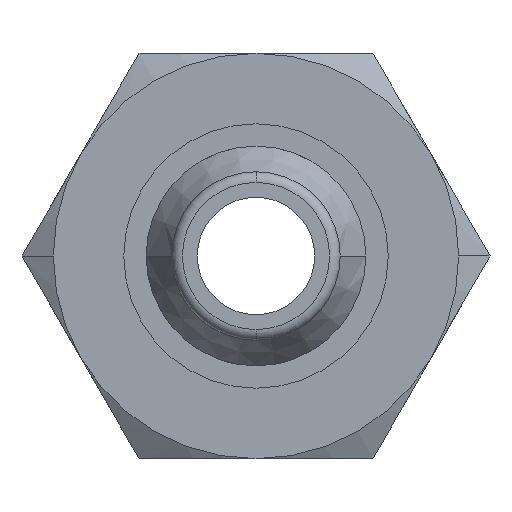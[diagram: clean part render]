
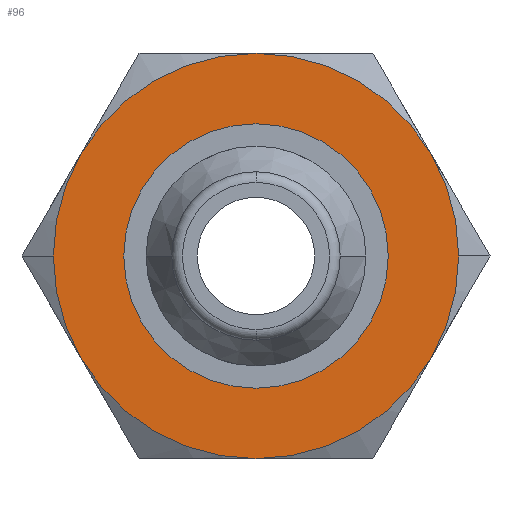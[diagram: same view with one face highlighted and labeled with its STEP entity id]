
A CAD part, front view. The second image highlights one B-rep face of the part: STEP entity #96.
In plain terms, the highlighted planar face has unit normal (0, -1, 0).
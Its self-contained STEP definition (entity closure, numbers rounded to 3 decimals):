
#96=ADVANCED_FACE('',(#228,#229),#230,.T.);
#228=FACE_OUTER_BOUND('',#399,.T.);
#229=FACE_BOUND('',#400,.T.);
#230=PLANE('',#401);
#399=EDGE_LOOP('',(#611,#612,#613,#614,#615,#616,#617,#618));
#400=EDGE_LOOP('',(#619,#620));
#401=AXIS2_PLACEMENT_3D('',#621,#622,#623);
#611=ORIENTED_EDGE('',*,*,#1004,.F.);
#612=ORIENTED_EDGE('',*,*,#1005,.F.);
#613=ORIENTED_EDGE('',*,*,#992,.F.);
#614=ORIENTED_EDGE('',*,*,#1006,.F.);
#615=ORIENTED_EDGE('',*,*,#1007,.F.);
#616=ORIENTED_EDGE('',*,*,#1008,.F.);
#617=ORIENTED_EDGE('',*,*,#1009,.F.);
#618=ORIENTED_EDGE('',*,*,#1010,.F.);
#619=ORIENTED_EDGE('',*,*,#1011,.F.);
#620=ORIENTED_EDGE('',*,*,#973,.F.);
#621=CARTESIAN_POINT('',(4.75,34.0,0.0));
#622=DIRECTION('',(-0.0,-1.0,-0.0));
#623=DIRECTION('',(-1.0,0.0,0.0));
#973=EDGE_CURVE('',#1143,#1145,#1146,.T.);
#992=EDGE_CURVE('',#1175,#1177,#1178,.T.);
#1004=EDGE_CURVE('',#1192,#1193,#1194,.T.);
#1005=EDGE_CURVE('',#1177,#1192,#1195,.T.);
#1006=EDGE_CURVE('',#1196,#1175,#1197,.T.);
#1007=EDGE_CURVE('',#1198,#1196,#1199,.T.);
#1008=EDGE_CURVE('',#1200,#1198,#1201,.T.);
#1009=EDGE_CURVE('',#1202,#1200,#1203,.T.);
#1010=EDGE_CURVE('',#1193,#1202,#1204,.T.);
#1011=EDGE_CURVE('',#1145,#1143,#1205,.T.);
#1143=VERTEX_POINT('',#1387);
#1145=VERTEX_POINT('',#1390);
#1146=CIRCLE('',#1391,6.2);
#1175=VERTEX_POINT('',#1445);
#1177=VERTEX_POINT('',#1458);
#1178=CIRCLE('',#1459,9.5);
#1192=VERTEX_POINT('',#1486);
#1193=VERTEX_POINT('',#1487);
#1194=CIRCLE('',#1488,9.5);
#1195=CIRCLE('',#1489,9.5);
#1196=VERTEX_POINT('',#1490);
#1197=CIRCLE('',#1491,9.5);
#1198=VERTEX_POINT('',#1492);
#1199=CIRCLE('',#1493,9.5);
#1200=VERTEX_POINT('',#1494);
#1201=CIRCLE('',#1495,9.5);
#1202=VERTEX_POINT('',#1496);
#1203=CIRCLE('',#1497,9.5);
#1204=CIRCLE('',#1498,9.5);
#1205=CIRCLE('',#1499,6.2);
#1387=CARTESIAN_POINT('',(6.2,34.0,0.));
#1390=CARTESIAN_POINT('',(-6.2,34.0,0.));
#1391=AXIS2_PLACEMENT_3D('',#1892,#1893,#1894);
#1445=CARTESIAN_POINT('',(-8.227,34.0,4.75));
#1458=CARTESIAN_POINT('',(0.,34.0,9.5));
#1459=AXIS2_PLACEMENT_3D('',#1922,#1923,#1924);
#1486=CARTESIAN_POINT('',(8.227,34.0,4.75));
#1487=CARTESIAN_POINT('',(9.5,34.0,0.));
#1488=AXIS2_PLACEMENT_3D('',#1939,#1940,#1941);
#1489=AXIS2_PLACEMENT_3D('',#1942,#1943,#1944);
#1490=CARTESIAN_POINT('',(-9.5,34.0,0.));
#1491=AXIS2_PLACEMENT_3D('',#1945,#1946,#1947);
#1492=CARTESIAN_POINT('',(-8.227,34.0,-4.75));
#1493=AXIS2_PLACEMENT_3D('',#1948,#1949,#1950);
#1494=CARTESIAN_POINT('',(0.0,34.0,-9.5));
#1495=AXIS2_PLACEMENT_3D('',#1951,#1952,#1953);
#1496=CARTESIAN_POINT('',(8.227,34.0,-4.75));
#1497=AXIS2_PLACEMENT_3D('',#1954,#1955,#1956);
#1498=AXIS2_PLACEMENT_3D('',#1957,#1958,#1959);
#1499=AXIS2_PLACEMENT_3D('',#1960,#1961,#1962);
#1892=CARTESIAN_POINT('',(0.0,34.0,0.0));
#1893=DIRECTION('',(0.0,-1.0,0.0));
#1894=DIRECTION('',(1.0,0.0,0.0));
#1922=CARTESIAN_POINT('',(0.0,34.0,0.0));
#1923=DIRECTION('',(-0.0,1.0,0.0));
#1924=DIRECTION('',(1.0,0.0,0.0));
#1939=CARTESIAN_POINT('',(0.0,34.0,0.0));
#1940=DIRECTION('',(-0.0,1.0,0.0));
#1941=DIRECTION('',(1.0,0.0,0.0));
#1942=CARTESIAN_POINT('',(0.0,34.0,0.0));
#1943=DIRECTION('',(-0.0,1.0,0.0));
#1944=DIRECTION('',(1.0,0.0,0.0));
#1945=CARTESIAN_POINT('',(0.0,34.0,0.0));
#1946=DIRECTION('',(-0.0,1.0,0.0));
#1947=DIRECTION('',(1.0,0.0,0.0));
#1948=CARTESIAN_POINT('',(0.0,34.0,0.0));
#1949=DIRECTION('',(-0.0,1.0,0.0));
#1950=DIRECTION('',(1.0,0.0,0.0));
#1951=CARTESIAN_POINT('',(0.0,34.0,0.0));
#1952=DIRECTION('',(-0.0,1.0,0.0));
#1953=DIRECTION('',(1.0,0.0,0.0));
#1954=CARTESIAN_POINT('',(0.0,34.0,0.0));
#1955=DIRECTION('',(-0.0,1.0,0.0));
#1956=DIRECTION('',(1.0,0.0,0.0));
#1957=CARTESIAN_POINT('',(0.0,34.0,0.0));
#1958=DIRECTION('',(-0.0,1.0,0.0));
#1959=DIRECTION('',(1.0,0.0,0.0));
#1960=CARTESIAN_POINT('',(0.0,34.0,0.0));
#1961=DIRECTION('',(0.0,-1.0,0.0));
#1962=DIRECTION('',(1.0,0.0,0.0));
